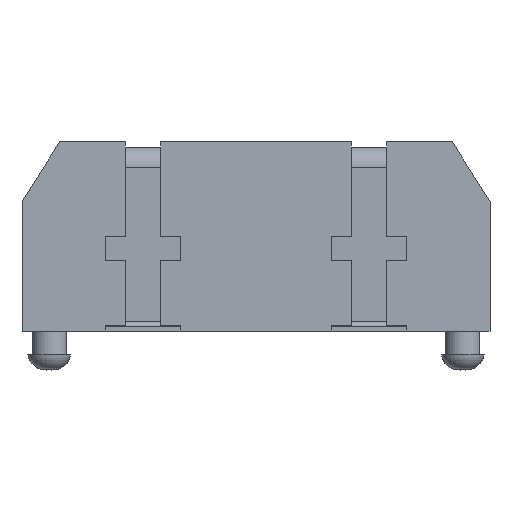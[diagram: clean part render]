
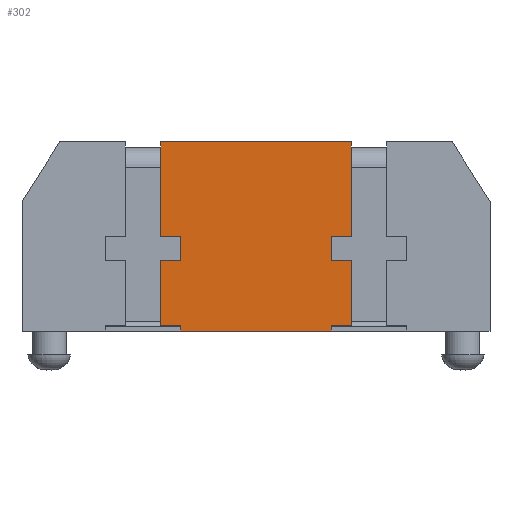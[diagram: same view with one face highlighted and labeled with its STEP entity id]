
A CAD part, front view. The second image highlights one B-rep face of the part: STEP entity #302.
In plain terms, the highlighted planar face has unit normal (0, -1, 0).
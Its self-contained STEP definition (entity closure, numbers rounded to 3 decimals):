
#302=ADVANCED_FACE('',(#925),#927,.T.);
#925=FACE_BOUND('',#926,.T.);
#926=EDGE_LOOP('',(#2398,#2399,#2400,#2401,#2402,#2403,#2404,#2405,#2406,#2407,#2408,
#2409,#2410,#2411,#2412,#2413));
#927=PLANE('',#928);
#928=AXIS2_PLACEMENT_3D('',#929,#930,#931);
#929=CARTESIAN_POINT('',(0.,-38.5,0.));
#930=DIRECTION('',(0.,-1.,0.));
#931=DIRECTION('',(1.,0.,0.));
#2398=ORIENTED_EDGE('',*,*,#3441,.T.);
#2399=ORIENTED_EDGE('',*,*,#3442,.T.);
#2400=ORIENTED_EDGE('',*,*,#3443,.T.);
#2401=ORIENTED_EDGE('',*,*,#3444,.T.);
#2402=ORIENTED_EDGE('',*,*,#3339,.T.);
#2403=ORIENTED_EDGE('',*,*,#3437,.T.);
#2404=ORIENTED_EDGE('',*,*,#3445,.T.);
#2405=ORIENTED_EDGE('',*,*,#3446,.T.);
#2406=ORIENTED_EDGE('',*,*,#3447,.T.);
#2407=ORIENTED_EDGE('',*,*,#3433,.T.);
#2408=ORIENTED_EDGE('',*,*,#3448,.T.);
#2409=ORIENTED_EDGE('',*,*,#3449,.T.);
#2410=ORIENTED_EDGE('',*,*,#3450,.T.);
#2411=ORIENTED_EDGE('',*,*,#3451,.T.);
#2412=ORIENTED_EDGE('',*,*,#3452,.T.);
#2413=ORIENTED_EDGE('',*,*,#3453,.T.);
#3339=EDGE_CURVE('',#3998,#3996,#3999,.T.);
#3433=EDGE_CURVE('',#4178,#4176,#4179,.F.);
#3437=EDGE_CURVE('',#3996,#4184,#4186,.F.);
#3441=EDGE_CURVE('',#4192,#4193,#4194,.F.);
#3442=EDGE_CURVE('',#4193,#4195,#4196,.F.);
#3443=EDGE_CURVE('',#4195,#4197,#4198,.F.);
#3444=EDGE_CURVE('',#4197,#3998,#4199,.F.);
#3445=EDGE_CURVE('',#4184,#4200,#4201,.F.);
#3446=EDGE_CURVE('',#4200,#4202,#4203,.F.);
#3447=EDGE_CURVE('',#4202,#4178,#4204,.F.);
#3448=EDGE_CURVE('',#4176,#4205,#4206,.F.);
#3449=EDGE_CURVE('',#4205,#4207,#4208,.F.);
#3450=EDGE_CURVE('',#4207,#4209,#4210,.T.);
#3451=EDGE_CURVE('',#4209,#4211,#4212,.F.);
#3452=EDGE_CURVE('',#4211,#4213,#4214,.F.);
#3453=EDGE_CURVE('',#4213,#4192,#4215,.F.);
#3996=VERTEX_POINT('',#5218);
#3998=VERTEX_POINT('',#5222);
#3999=LINE('',#5223,#5224);
#4176=VERTEX_POINT('',#5595);
#4178=VERTEX_POINT('',#5599);
#4179=LINE('',#5600,#5601);
#4184=VERTEX_POINT('',#5611);
#4186=LINE('',#5615,#5616);
#4192=VERTEX_POINT('',#5629);
#4193=VERTEX_POINT('',#5630);
#4194=LINE('',#5631,#5632);
#4195=VERTEX_POINT('',#5634);
#4196=LINE('',#5635,#5636);
#4197=VERTEX_POINT('',#5638);
#4198=LINE('',#5639,#5640);
#4199=LINE('',#5642,#5643);
#4200=VERTEX_POINT('',#5645);
#4201=LINE('',#5646,#5647);
#4202=VERTEX_POINT('',#5649);
#4203=LINE('',#5650,#5651);
#4204=LINE('',#5653,#5654);
#4205=VERTEX_POINT('',#5656);
#4206=LINE('',#5657,#5658);
#4207=VERTEX_POINT('',#5660);
#4208=LINE('',#5661,#5662);
#4209=VERTEX_POINT('',#5664);
#4210=LINE('',#5665,#5666);
#4211=VERTEX_POINT('',#5668);
#4212=LINE('',#5669,#5670);
#4213=VERTEX_POINT('',#5672);
#4214=LINE('',#5673,#5674);
#4215=LINE('',#5676,#5677);
#5218=CARTESIAN_POINT('',(6.35,-38.5,0.));
#5222=CARTESIAN_POINT('',(-6.35,-38.5,0.));
#5223=CARTESIAN_POINT('',(-6.35,-38.5,0.));
#5224=VECTOR('',#5225,1.);
#5225=DIRECTION('',(1.,0.,0.));
#5595=CARTESIAN_POINT('',(6.35,-38.5,8.));
#5599=CARTESIAN_POINT('',(6.35,-38.5,6.));
#5600=CARTESIAN_POINT('',(6.35,-38.5,8.));
#5601=VECTOR('',#5602,1.);
#5602=DIRECTION('',(0.,0.,-1.));
#5611=CARTESIAN_POINT('',(6.35,-38.5,0.5));
#5615=CARTESIAN_POINT('',(6.35,-38.5,0.5));
#5616=VECTOR('',#5617,1.);
#5617=DIRECTION('',(0.,0.,-1.));
#5629=CARTESIAN_POINT('',(-6.35,-38.5,6.));
#5630=CARTESIAN_POINT('',(-8.05,-38.5,6.));
#5631=CARTESIAN_POINT('',(-8.05,-38.5,6.));
#5632=VECTOR('',#5633,1.);
#5633=DIRECTION('',(1.,0.,0.));
#5634=CARTESIAN_POINT('',(-8.05,-38.5,0.5));
#5635=CARTESIAN_POINT('',(-8.05,-38.5,0.5));
#5636=VECTOR('',#5637,1.);
#5637=DIRECTION('',(0.,0.,1.));
#5638=CARTESIAN_POINT('',(-6.35,-38.5,0.5));
#5639=CARTESIAN_POINT('',(-6.35,-38.5,0.5));
#5640=VECTOR('',#5641,1.);
#5641=DIRECTION('',(-1.,0.,0.));
#5642=CARTESIAN_POINT('',(-6.35,-38.5,0.));
#5643=VECTOR('',#5644,1.);
#5644=DIRECTION('',(0.,0.,1.));
#5645=CARTESIAN_POINT('',(8.05,-38.5,0.5));
#5646=CARTESIAN_POINT('',(8.05,-38.5,0.5));
#5647=VECTOR('',#5648,1.);
#5648=DIRECTION('',(-1.,0.,0.));
#5649=CARTESIAN_POINT('',(8.05,-38.5,6.));
#5650=CARTESIAN_POINT('',(8.05,-38.5,6.));
#5651=VECTOR('',#5652,1.);
#5652=DIRECTION('',(0.,0.,-1.));
#5653=CARTESIAN_POINT('',(6.35,-38.5,6.));
#5654=VECTOR('',#5655,1.);
#5655=DIRECTION('',(1.,0.,0.));
#5656=CARTESIAN_POINT('',(8.05,-38.5,8.));
#5657=CARTESIAN_POINT('',(8.05,-38.5,8.));
#5658=VECTOR('',#5659,1.);
#5659=DIRECTION('',(-1.,0.,0.));
#5660=CARTESIAN_POINT('',(8.05,-38.5,16.));
#5661=CARTESIAN_POINT('',(8.05,-38.5,16.));
#5662=VECTOR('',#5663,1.);
#5663=DIRECTION('',(0.,0.,-1.));
#5664=CARTESIAN_POINT('',(-8.05,-38.5,16.));
#5665=CARTESIAN_POINT('',(8.05,-38.5,16.));
#5666=VECTOR('',#5667,1.);
#5667=DIRECTION('',(-1.,0.,0.));
#5668=CARTESIAN_POINT('',(-8.05,-38.5,8.));
#5669=CARTESIAN_POINT('',(-8.05,-38.5,8.));
#5670=VECTOR('',#5671,1.);
#5671=DIRECTION('',(0.,0.,1.));
#5672=CARTESIAN_POINT('',(-6.35,-38.5,8.));
#5673=CARTESIAN_POINT('',(-6.35,-38.5,8.));
#5674=VECTOR('',#5675,1.);
#5675=DIRECTION('',(-1.,0.,0.));
#5676=CARTESIAN_POINT('',(-6.35,-38.5,6.));
#5677=VECTOR('',#5678,1.);
#5678=DIRECTION('',(0.,0.,1.));
